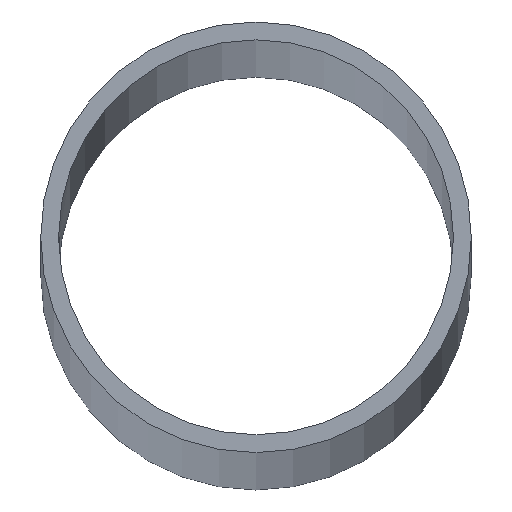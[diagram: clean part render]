
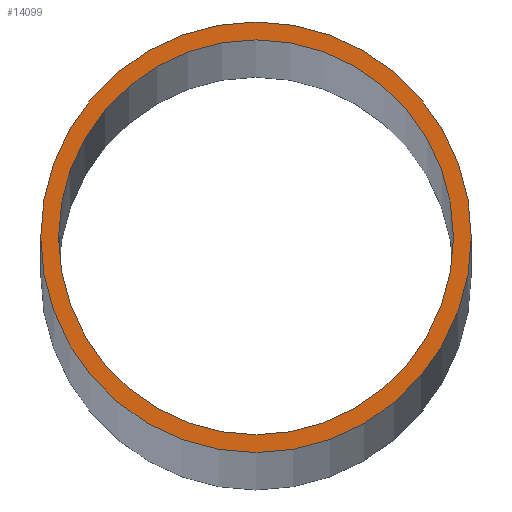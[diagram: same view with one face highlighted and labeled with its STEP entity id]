
A CAD part, top view. The second image highlights one B-rep face of the part: STEP entity #14099.
In plain terms, the highlighted planar face has unit normal (0, 0, 1).
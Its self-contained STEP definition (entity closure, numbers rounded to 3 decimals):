
#193 = EDGE_CURVE ( 'NONE', #11613, #11613, #10161, .T. ) ;
#836 = CARTESIAN_POINT ( 'NONE',  ( 0., 0., 1500. ) ) ;
#1030 = CARTESIAN_POINT ( 'NONE',  ( 0., 0., 1500. ) ) ;
#1695 = CARTESIAN_POINT ( 'NONE',  ( 0., 0., 1500. ) ) ;
#2000 = DIRECTION ( 'NONE',  ( 0., 0., 1. ) ) ;
#2047 = DIRECTION ( 'NONE',  ( 1., 0., 0. ) ) ;
#2398 = VERTEX_POINT ( 'NONE', #4383 ) ;
#2432 = PLANE ( 'NONE',  #10134 ) ;
#3338 = CIRCLE ( 'NONE', #10312, 27.65 ) ;
#3661 = FACE_BOUND ( 'NONE', #5533, .T. ) ;
#4383 = CARTESIAN_POINT ( 'NONE',  ( 27.65, 0., 1500. ) ) ;
#5533 = EDGE_LOOP ( 'NONE', ( #13361 ) ) ;
#6760 = EDGE_LOOP ( 'NONE', ( #11106 ) ) ;
#6773 = DIRECTION ( 'NONE',  ( 1., 0., 0. ) ) ;
#10134 = AXIS2_PLACEMENT_3D ( 'NONE', #1695, #10540, #10401 ) ;
#10161 = CIRCLE ( 'NONE', #12078, 30.15 ) ;
#10312 = AXIS2_PLACEMENT_3D ( 'NONE', #1030, #11184, #6773 ) ;
#10401 = DIRECTION ( 'NONE',  ( 1., 0., 0. ) ) ;
#10540 = DIRECTION ( 'NONE',  ( 0., 0., 1. ) ) ;
#11106 = ORIENTED_EDGE ( 'NONE', *, *, #193, .T. ) ;
#11184 = DIRECTION ( 'NONE',  ( 0., 0., 1. ) ) ;
#11439 = EDGE_CURVE ( 'NONE', #2398, #2398, #3338, .T. ) ;
#11613 = VERTEX_POINT ( 'NONE', #14144 ) ;
#11954 = FACE_OUTER_BOUND ( 'NONE', #6760, .T. ) ;
#12078 = AXIS2_PLACEMENT_3D ( 'NONE', #836, #2000, #2047 ) ;
#13361 = ORIENTED_EDGE ( 'NONE', *, *, #11439, .F. ) ;
#14099 = ADVANCED_FACE ( 'NONE', ( #11954, #3661 ), #2432, .T. ) ;
#14144 = CARTESIAN_POINT ( 'NONE',  ( 30.15, 0., 1500. ) ) ;
